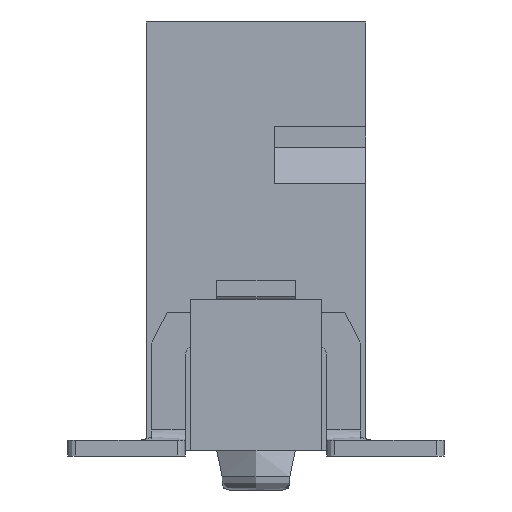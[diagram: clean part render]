
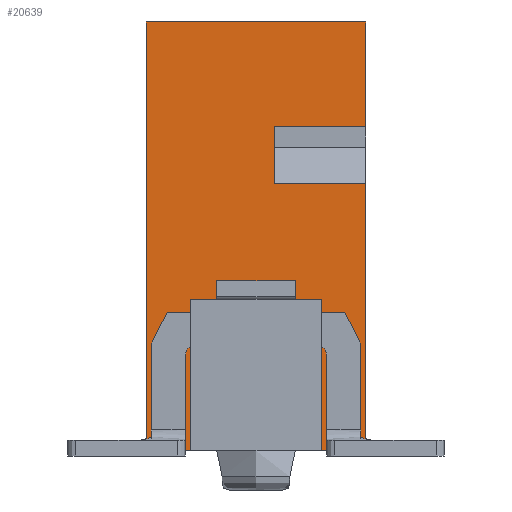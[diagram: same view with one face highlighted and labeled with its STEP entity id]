
A CAD part, left-side view. The second image highlights one B-rep face of the part: STEP entity #20639.
In plain terms, the highlighted planar face has unit normal (-1, 0, 0).
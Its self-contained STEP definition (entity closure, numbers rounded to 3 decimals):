
#2173=CARTESIAN_POINT('',(-11.525,2.1,-3.725));
#2174=VERTEX_POINT('',#2173);
#2181=CARTESIAN_POINT('',(-11.525,2.1,4.475));
#2182=VERTEX_POINT('',#2181);
#2183=CARTESIAN_POINT('',(-11.525,2.1,-3.725));
#2184=DIRECTION('',(0.,0.,1.));
#2185=VECTOR('',#2184,8.2);
#2186=LINE('',#2183,#2185);
#2187=EDGE_CURVE('',#2174,#2182,#2186,.T.);
#2228=CARTESIAN_POINT('',(-11.525,-2.1,4.475));
#2229=VERTEX_POINT('',#2228);
#2230=CARTESIAN_POINT('',(-11.525,2.1,4.475));
#2231=DIRECTION('',(0.,-1.,0.));
#2232=VECTOR('',#2231,4.2);
#2233=LINE('',#2230,#2232);
#2234=EDGE_CURVE('',#2182,#2229,#2233,.T.);
#18184=CARTESIAN_POINT('',(-11.525,-2.1,-3.725));
#18185=VERTEX_POINT('',#18184);
#18192=CARTESIAN_POINT('',(-11.525,-1.25,-3.725));
#18193=VERTEX_POINT('',#18192);
#18194=CARTESIAN_POINT('',(-11.525,-2.1,-3.725));
#18195=DIRECTION('',(0.,1.,0.));
#18196=VECTOR('',#18195,0.85);
#18197=LINE('',#18194,#18196);
#18198=EDGE_CURVE('',#18185,#18193,#18197,.T.);
#18216=CARTESIAN_POINT('',(-11.525,1.25,-3.725));
#18217=VERTEX_POINT('',#18216);
#18224=CARTESIAN_POINT('',(-11.525,1.25,-3.725));
#18225=DIRECTION('',(0.,1.,0.));
#18226=VECTOR('',#18225,0.85);
#18227=LINE('',#18224,#18226);
#18228=EDGE_CURVE('',#18217,#2174,#18227,.T.);
#20084=CARTESIAN_POINT('',(-11.525,0.7,-2.725));
#20085=VERTEX_POINT('',#20084);
#20092=CARTESIAN_POINT('',(-11.525,0.75,-2.725));
#20093=VERTEX_POINT('',#20092);
#20094=CARTESIAN_POINT('',(-11.525,0.7,-2.725));
#20095=DIRECTION('',(0.,1.,0.));
#20096=VECTOR('',#20095,0.05);
#20097=LINE('',#20094,#20096);
#20098=EDGE_CURVE('',#20085,#20093,#20097,.T.);
#20116=CARTESIAN_POINT('',(-11.525,0.7,-3.625));
#20117=VERTEX_POINT('',#20116);
#20124=CARTESIAN_POINT('',(-11.525,0.7,-3.625));
#20125=DIRECTION('',(0.,0.,1.));
#20126=VECTOR('',#20125,0.9);
#20127=LINE('',#20124,#20126);
#20128=EDGE_CURVE('',#20117,#20085,#20127,.T.);
#20139=CARTESIAN_POINT('',(-11.525,-0.7,-3.625));
#20140=VERTEX_POINT('',#20139);
#20147=CARTESIAN_POINT('',(-11.525,-0.7,-3.625));
#20148=DIRECTION('',(0.,1.,0.));
#20149=VECTOR('',#20148,1.4);
#20150=LINE('',#20147,#20149);
#20151=EDGE_CURVE('',#20140,#20117,#20150,.T.);
#20162=CARTESIAN_POINT('',(-11.525,-0.7,-2.725));
#20163=VERTEX_POINT('',#20162);
#20170=CARTESIAN_POINT('',(-11.525,-0.7,-2.725));
#20171=DIRECTION('',(0.,0.,-1.));
#20172=VECTOR('',#20171,0.9);
#20173=LINE('',#20170,#20172);
#20174=EDGE_CURVE('',#20163,#20140,#20173,.T.);
#20186=CARTESIAN_POINT('',(-11.525,-0.75,-2.725));
#20187=VERTEX_POINT('',#20186);
#20188=CARTESIAN_POINT('',(-11.525,-0.75,-2.725));
#20189=DIRECTION('',(0.,1.,0.));
#20190=VECTOR('',#20189,0.05);
#20191=LINE('',#20188,#20190);
#20192=EDGE_CURVE('',#20187,#20163,#20191,.T.);
#20211=CARTESIAN_POINT('',(-11.525,-0.75,-1.975));
#20212=VERTEX_POINT('',#20211);
#20219=CARTESIAN_POINT('',(-11.525,-0.75,-1.975));
#20220=DIRECTION('',(0.,0.,-1.));
#20221=VECTOR('',#20220,0.75);
#20222=LINE('',#20219,#20221);
#20223=EDGE_CURVE('',#20212,#20187,#20222,.T.);
#20234=CARTESIAN_POINT('',(-11.525,-0.9,-1.825));
#20235=VERTEX_POINT('',#20234);
#20236=CARTESIAN_POINT('',(-11.525,-0.9,-1.825));
#20237=DIRECTION('',(0.,0.707,-0.707));
#20238=VECTOR('',#20237,0.212);
#20239=LINE('',#20236,#20238);
#20240=EDGE_CURVE('',#20235,#20212,#20239,.T.);
#20258=CARTESIAN_POINT('',(-11.525,-1.1,-1.825));
#20259=VERTEX_POINT('',#20258);
#20260=CARTESIAN_POINT('',(-11.525,-1.1,-1.825));
#20261=DIRECTION('',(0.,1.,0.));
#20262=VECTOR('',#20261,0.2);
#20263=LINE('',#20260,#20262);
#20264=EDGE_CURVE('',#20259,#20235,#20263,.T.);
#20282=CARTESIAN_POINT('',(-11.525,-1.25,-1.975));
#20283=VERTEX_POINT('',#20282);
#20284=CARTESIAN_POINT('',(-11.525,-1.25,-1.975));
#20285=DIRECTION('',(0.,0.707,0.707));
#20286=VECTOR('',#20285,0.212);
#20287=LINE('',#20284,#20286);
#20288=EDGE_CURVE('',#20283,#20259,#20287,.T.);
#20311=CARTESIAN_POINT('',(-11.525,-1.25,-3.725));
#20312=DIRECTION('',(0.,0.,1.));
#20313=VECTOR('',#20312,1.75);
#20314=LINE('',#20311,#20313);
#20315=EDGE_CURVE('',#18193,#20283,#20314,.T.);
#20326=CARTESIAN_POINT('',(-11.525,-0.35,1.382));
#20327=VERTEX_POINT('',#20326);
#20334=CARTESIAN_POINT('',(-11.525,-2.1,1.382));
#20335=VERTEX_POINT('',#20334);
#20336=CARTESIAN_POINT('',(-11.525,-0.35,1.382));
#20337=DIRECTION('',(0.,-1.,0.));
#20338=VECTOR('',#20337,1.75);
#20339=LINE('',#20336,#20338);
#20340=EDGE_CURVE('',#20327,#20335,#20339,.T.);
#20358=CARTESIAN_POINT('',(-11.525,-0.35,2.475));
#20359=VERTEX_POINT('',#20358);
#20366=CARTESIAN_POINT('',(-11.525,-0.35,2.475));
#20367=DIRECTION('',(0.,0.,-1.));
#20368=VECTOR('',#20367,1.093);
#20369=LINE('',#20366,#20368);
#20370=EDGE_CURVE('',#20359,#20327,#20369,.T.);
#20383=CARTESIAN_POINT('',(-11.525,-2.1,2.475));
#20384=VERTEX_POINT('',#20383);
#20391=CARTESIAN_POINT('',(-11.525,-2.1,2.475));
#20392=DIRECTION('',(0.,1.,0.));
#20393=VECTOR('',#20392,1.75);
#20394=LINE('',#20391,#20393);
#20395=EDGE_CURVE('',#20384,#20359,#20394,.T.);
#20405=CARTESIAN_POINT('',(-11.525,1.25,-1.975));
#20406=VERTEX_POINT('',#20405);
#20407=CARTESIAN_POINT('',(-11.525,1.25,-1.975));
#20408=DIRECTION('',(0.,0.,-1.));
#20409=VECTOR('',#20408,1.75);
#20410=LINE('',#20407,#20409);
#20411=EDGE_CURVE('',#20406,#18217,#20410,.T.);
#20433=CARTESIAN_POINT('',(-11.525,1.1,-1.825));
#20434=VERTEX_POINT('',#20433);
#20441=CARTESIAN_POINT('',(-11.525,1.1,-1.825));
#20442=DIRECTION('',(0.,0.707,-0.707));
#20443=VECTOR('',#20442,0.212);
#20444=LINE('',#20441,#20443);
#20445=EDGE_CURVE('',#20434,#20406,#20444,.T.);
#20457=CARTESIAN_POINT('',(-11.525,0.9,-1.825));
#20458=VERTEX_POINT('',#20457);
#20465=CARTESIAN_POINT('',(-11.525,0.9,-1.825));
#20466=DIRECTION('',(0.,1.,0.));
#20467=VECTOR('',#20466,0.2);
#20468=LINE('',#20465,#20467);
#20469=EDGE_CURVE('',#20458,#20434,#20468,.T.);
#20481=CARTESIAN_POINT('',(-11.525,0.75,-1.975));
#20482=VERTEX_POINT('',#20481);
#20489=CARTESIAN_POINT('',(-11.525,0.75,-1.975));
#20490=DIRECTION('',(0.,0.707,0.707));
#20491=VECTOR('',#20490,0.212);
#20492=LINE('',#20489,#20491);
#20493=EDGE_CURVE('',#20482,#20458,#20492,.T.);
#20504=CARTESIAN_POINT('',(-11.525,0.75,-2.725));
#20505=DIRECTION('',(0.,0.,1.));
#20506=VECTOR('',#20505,0.75);
#20507=LINE('',#20504,#20506);
#20508=EDGE_CURVE('',#20093,#20482,#20507,.T.);
#20598=CARTESIAN_POINT('',(-11.525,2.1,-3.725));
#20599=DIRECTION('',(0.,0.,1.));
#20600=DIRECTION('',(-1.,0.,0.));
#20601=AXIS2_PLACEMENT_3D('',#20598,#20600,#20599);
#20602=PLANE('',#20601);
#20603=ORIENTED_EDGE('',*,*,#20493,.F.);
#20604=ORIENTED_EDGE('',*,*,#20508,.F.);
#20605=ORIENTED_EDGE('',*,*,#20098,.F.);
#20606=ORIENTED_EDGE('',*,*,#20128,.F.);
#20607=ORIENTED_EDGE('',*,*,#20151,.F.);
#20608=ORIENTED_EDGE('',*,*,#20174,.F.);
#20609=ORIENTED_EDGE('',*,*,#20192,.F.);
#20610=ORIENTED_EDGE('',*,*,#20223,.F.);
#20611=ORIENTED_EDGE('',*,*,#20240,.F.);
#20612=ORIENTED_EDGE('',*,*,#20264,.F.);
#20613=ORIENTED_EDGE('',*,*,#20288,.F.);
#20614=ORIENTED_EDGE('',*,*,#20315,.F.);
#20615=ORIENTED_EDGE('',*,*,#18198,.F.);
#20616=CARTESIAN_POINT('',(-11.525,-2.1,-3.725));
#20617=DIRECTION('',(0.,0.,1.));
#20618=VECTOR('',#20617,5.107);
#20619=LINE('',#20616,#20618);
#20620=EDGE_CURVE('',#18185,#20335,#20619,.T.);
#20621=ORIENTED_EDGE('',*,*,#20620,.T.);
#20622=ORIENTED_EDGE('',*,*,#20340,.F.);
#20623=ORIENTED_EDGE('',*,*,#20370,.F.);
#20624=ORIENTED_EDGE('',*,*,#20395,.F.);
#20625=CARTESIAN_POINT('',(-11.525,-2.1,2.475));
#20626=DIRECTION('',(0.,0.,1.));
#20627=VECTOR('',#20626,2.);
#20628=LINE('',#20625,#20627);
#20629=EDGE_CURVE('',#20384,#2229,#20628,.T.);
#20630=ORIENTED_EDGE('',*,*,#20629,.T.);
#20631=ORIENTED_EDGE('',*,*,#2234,.F.);
#20632=ORIENTED_EDGE('',*,*,#2187,.F.);
#20633=ORIENTED_EDGE('',*,*,#18228,.F.);
#20634=ORIENTED_EDGE('',*,*,#20411,.F.);
#20635=ORIENTED_EDGE('',*,*,#20445,.F.);
#20636=ORIENTED_EDGE('',*,*,#20469,.F.);
#20637=EDGE_LOOP('',(#20603,#20604,#20605,#20606,#20607,#20608,#20609,#20610,#20611,#20612,#20613,#20614,#20615,#20621,#20622,#20623,#20624,#20630,#20631,#20632,#20633,#20634,#20635,#20636));
#20638=FACE_OUTER_BOUND('',#20637,.T.);
#20639=ADVANCED_FACE('',(#20638),#20602,.T.);
